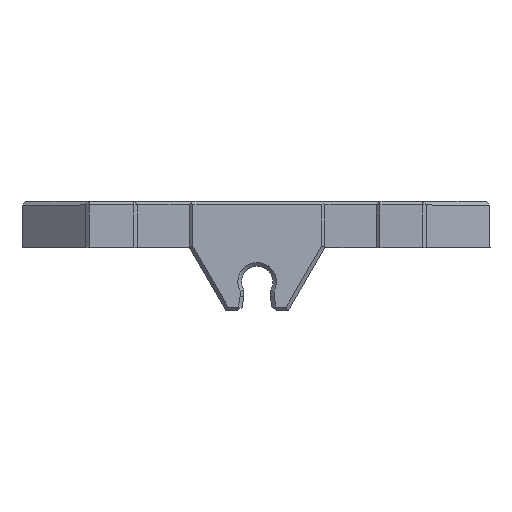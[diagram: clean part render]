
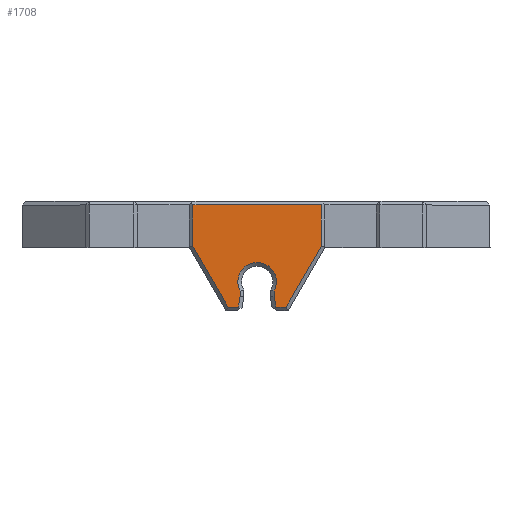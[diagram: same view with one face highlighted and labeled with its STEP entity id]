
A CAD part, top view. The second image highlights one B-rep face of the part: STEP entity #1708.
In plain terms, the highlighted face is planar.
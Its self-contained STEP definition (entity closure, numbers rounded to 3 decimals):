
#114=PLANE('',#1832);
#208=FACE_OUTER_BOUND('',#305,.T.);
#305=EDGE_LOOP('',(#1558,#1559,#1560,#1561,#1562,#1563,#1564,#1565,#1566,
#1567,#1568,#1569));
#352=LINE('',#2383,#571);
#462=LINE('',#2610,#681);
#465=LINE('',#2615,#684);
#467=LINE('',#2619,#686);
#469=LINE('',#2623,#688);
#470=LINE('',#2637,#689);
#472=LINE('',#2641,#691);
#475=LINE('',#2646,#694);
#476=LINE('',#2649,#695);
#526=LINE('',#2754,#745);
#528=LINE('',#2757,#747);
#571=VECTOR('',#1908,10.);
#681=VECTOR('',#2120,10.);
#684=VECTOR('',#2125,10.);
#686=VECTOR('',#2129,10.);
#688=VECTOR('',#2133,10.);
#689=VECTOR('',#2140,10.);
#691=VECTOR('',#2144,10.);
#694=VECTOR('',#2149,10.);
#695=VECTOR('',#2152,10.);
#745=VECTOR('',#2264,10.);
#747=VECTOR('',#2268,10.);
#761=CIRCLE('',#1796,2.1);
#808=VERTEX_POINT('',#2380);
#809=VERTEX_POINT('',#2382);
#874=VERTEX_POINT('',#2608);
#875=VERTEX_POINT('',#2609);
#876=VERTEX_POINT('',#2614);
#877=VERTEX_POINT('',#2618);
#878=VERTEX_POINT('',#2622);
#879=VERTEX_POINT('',#2629);
#880=VERTEX_POINT('',#2636);
#881=VERTEX_POINT('',#2640);
#882=VERTEX_POINT('',#2644);
#883=VERTEX_POINT('',#2648);
#954=EDGE_CURVE('',#808,#809,#352,.T.);
#1067=EDGE_CURVE('',#874,#875,#462,.T.);
#1070=EDGE_CURVE('',#875,#876,#465,.T.);
#1072=EDGE_CURVE('',#876,#877,#467,.T.);
#1074=EDGE_CURVE('',#877,#878,#469,.T.);
#1076=EDGE_CURVE('',#878,#879,#761,.T.);
#1078=EDGE_CURVE('',#879,#880,#470,.T.);
#1080=EDGE_CURVE('',#880,#881,#472,.T.);
#1083=EDGE_CURVE('',#881,#882,#475,.T.);
#1084=EDGE_CURVE('',#882,#883,#476,.T.);
#1137=EDGE_CURVE('',#809,#874,#526,.T.);
#1139=EDGE_CURVE('',#883,#808,#528,.T.);
#1558=ORIENTED_EDGE('',*,*,#954,.F.);
#1559=ORIENTED_EDGE('',*,*,#1139,.F.);
#1560=ORIENTED_EDGE('',*,*,#1084,.F.);
#1561=ORIENTED_EDGE('',*,*,#1083,.F.);
#1562=ORIENTED_EDGE('',*,*,#1080,.F.);
#1563=ORIENTED_EDGE('',*,*,#1078,.F.);
#1564=ORIENTED_EDGE('',*,*,#1076,.F.);
#1565=ORIENTED_EDGE('',*,*,#1074,.F.);
#1566=ORIENTED_EDGE('',*,*,#1072,.F.);
#1567=ORIENTED_EDGE('',*,*,#1070,.F.);
#1568=ORIENTED_EDGE('',*,*,#1067,.F.);
#1569=ORIENTED_EDGE('',*,*,#1137,.F.);
#1708=ADVANCED_FACE('',(#208),#114,.T.);
#1796=AXIS2_PLACEMENT_3D('',#2630,#2136,#2137);
#1832=AXIS2_PLACEMENT_3D('',#2756,#2266,#2267);
#1908=DIRECTION('',(-1.,0.,0.));
#2120=DIRECTION('',(0.5,0.,-0.866));
#2125=DIRECTION('',(1.,0.,0.));
#2129=DIRECTION('',(0.164,0.,0.986));
#2133=DIRECTION('',(0.,0.,1.));
#2136=DIRECTION('center_axis',(0.,1.,0.));
#2137=DIRECTION('ref_axis',(0.,0.,
1.));
#2140=DIRECTION('',(0.,0.,-1.));
#2144=DIRECTION('',(0.164,0.,-0.986));
#2149=DIRECTION('',(1.,0.,0.));
#2152=DIRECTION('',(0.5,0.,0.866));
#2264=DIRECTION('',(0.,0.,-1.));
#2266=DIRECTION('center_axis',(0.,1.,0.));
#2267=DIRECTION('ref_axis',(-1.,0.,0.));
#2268=DIRECTION('',(0.,0.,1.));
#2380=CARTESIAN_POINT('',(14.562,14.151,-32.736));
#2382=CARTESIAN_POINT('',(0.624,14.151,-32.736));
#2383=CARTESIAN_POINT('',(25.736,14.151,-32.736));
#2608=CARTESIAN_POINT('',(0.624,14.151,-37.228));
#2609=CARTESIAN_POINT('',(4.442,14.151,-43.837));
#2610=CARTESIAN_POINT('',(6.321,14.151,-47.09));
#2614=CARTESIAN_POINT('',(5.556,14.151,-43.836));
#2615=CARTESIAN_POINT('',(20.619,14.151,-43.833));
#2618=CARTESIAN_POINT('',(5.745,14.151,-42.703));
#2619=CARTESIAN_POINT('',(6.452,14.151,-38.463));
#2622=CARTESIAN_POINT('',(5.745,14.151,-42.092));
#2623=CARTESIAN_POINT('',(5.745,14.151,-39.661));
#2629=CARTESIAN_POINT('',(9.445,14.151,-42.092));
#2630=CARTESIAN_POINT('Origin',(7.595,14.151,-41.099));
#2636=CARTESIAN_POINT('',(9.445,14.151,-42.702));
#2637=CARTESIAN_POINT('',(9.445,14.151,-41.168));
#2640=CARTESIAN_POINT('',(9.634,14.151,-43.835));
#2641=CARTESIAN_POINT('',(9.351,14.151,-42.138));
#2644=CARTESIAN_POINT('',(10.75,14.151,-43.835));
#2646=CARTESIAN_POINT('',(20.619,14.151,-43.833));
#2648=CARTESIAN_POINT('',(14.562,14.151,-37.229));
#2649=CARTESIAN_POINT('',(16.525,14.151,-33.825));
#2754=CARTESIAN_POINT('',(0.624,14.151,-37.336));
#2756=CARTESIAN_POINT('Origin',(30.255,14.151,-37.336));
#2757=CARTESIAN_POINT('',(14.562,14.151,-34.836));
